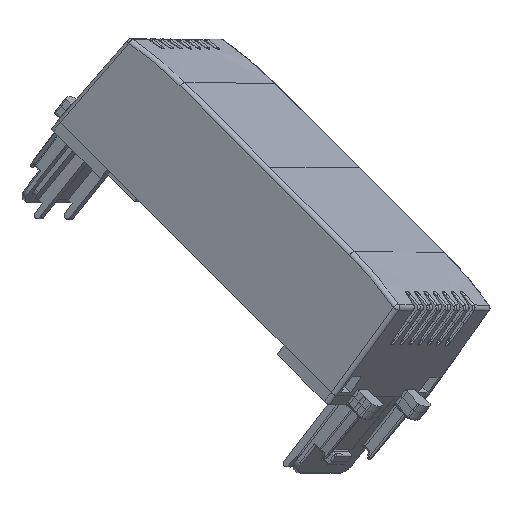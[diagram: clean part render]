
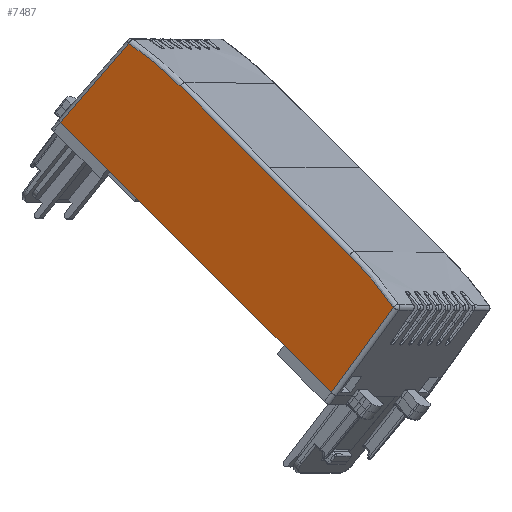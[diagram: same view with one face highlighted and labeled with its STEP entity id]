
A CAD part, isometric view. The second image highlights one B-rep face of the part: STEP entity #7487.
In plain terms, the highlighted face is planar.
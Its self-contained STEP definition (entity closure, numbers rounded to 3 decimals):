
#1635=CARTESIAN_POINT('Line Origine',(-21.662,11.117,7.869)) ;
#1639=CARTESIAN_POINT('Vertex',(-21.433,11.072,13.108)) ;
#1641=CARTESIAN_POINT('Vertex',(-21.95,11.175,1.275)) ;
#7424=CARTESIAN_POINT('Axis2P3D Location',(0.,11.175,1.275)) ;
#7430=CARTESIAN_POINT('Control Point',(-13.734,11.066,13.779)) ;
#7431=CARTESIAN_POINT('Control Point',(-16.313,11.066,13.779)) ;
#7432=CARTESIAN_POINT('Control Point',(-18.893,11.068,13.555)) ;
#7433=CARTESIAN_POINT('Control Point',(-21.433,11.072,13.108)) ;
#7434=CARTESIAN_POINT('Vertex',(-13.734,11.066,13.779)) ;
#7437=CARTESIAN_POINT('Line Origine',(0.,11.066,13.779)) ;
#7441=CARTESIAN_POINT('Vertex',(13.734,11.066,13.779)) ;
#7445=CARTESIAN_POINT('Control Point',(21.433,11.072,13.108)) ;
#7446=CARTESIAN_POINT('Control Point',(18.893,11.068,13.555)) ;
#7447=CARTESIAN_POINT('Control Point',(16.313,11.066,13.779)) ;
#7448=CARTESIAN_POINT('Control Point',(13.734,11.066,13.779)) ;
#7449=CARTESIAN_POINT('Vertex',(21.433,11.072,13.108)) ;
#7453=CARTESIAN_POINT('Control Point',(21.95,11.175,1.275)) ;
#7454=CARTESIAN_POINT('Control Point',(21.433,11.072,13.108)) ;
#7455=CARTESIAN_POINT('Vertex',(21.95,11.175,1.275)) ;
#7458=CARTESIAN_POINT('Line Origine',(0.,11.175,1.275)) ;
#7462=CARTESIAN_POINT('Vertex',(14.303,11.175,1.275)) ;
#7465=CARTESIAN_POINT('Line Origine',(0.,11.175,1.275)) ;
#7469=CARTESIAN_POINT('Vertex',(-14.303,11.175,1.275)) ;
#7472=CARTESIAN_POINT('Line Origine',(0.,11.175,1.275)) ;
#1636=DIRECTION('Vector Direction',(0.044,-0.009,0.999)) ;
#7425=DIRECTION('Axis2P3D Direction',(0.,-1.,-0.009)) ;
#7426=DIRECTION('Axis2P3D XDirection',(-1.,0.,0.)) ;
#7438=DIRECTION('Vector Direction',(-1.,0.,0.)) ;
#7459=DIRECTION('Vector Direction',(-1.,0.,0.)) ;
#7466=DIRECTION('Vector Direction',(-1.,0.,0.)) ;
#7473=DIRECTION('Vector Direction',(-1.,0.,0.)) ;
#7427=AXIS2_PLACEMENT_3D('Plane Axis2P3D',#7424,#7425,#7426) ;
#7478=ORIENTED_EDGE('',*,*,#7436,.F.) ;
#7479=ORIENTED_EDGE('',*,*,#7443,.F.) ;
#7480=ORIENTED_EDGE('',*,*,#7451,.F.) ;
#7481=ORIENTED_EDGE('',*,*,#7457,.F.) ;
#7482=ORIENTED_EDGE('',*,*,#7464,.F.) ;
#7483=ORIENTED_EDGE('',*,*,#7471,.T.) ;
#7484=ORIENTED_EDGE('',*,*,#7476,.F.) ;
#7485=ORIENTED_EDGE('',*,*,#1643,.F.) ;
#1637=VECTOR('Line Direction',#1636,1.) ;
#7439=VECTOR('Line Direction',#7438,1.) ;
#7460=VECTOR('Line Direction',#7459,1.) ;
#7467=VECTOR('Line Direction',#7466,1.) ;
#7474=VECTOR('Line Direction',#7473,1.) ;
#7487=ADVANCED_FACE('PartBody',(#7486),#7428,.F.) ;
#7429=B_SPLINE_CURVE_WITH_KNOTS('',3,(#7430,#7431,#7432,#7433),.UNSPECIFIED.,.F.,.U.,(4,4),(53.808,64.813),.UNSPECIFIED.) ;
#7444=B_SPLINE_CURVE_WITH_KNOTS('',3,(#7445,#7446,#7447,#7448),.UNSPECIFIED.,.F.,.U.,(4,4),(13.797,24.802),.UNSPECIFIED.) ;
#7452=B_SPLINE_CURVE_WITH_KNOTS('',1,(#7453,#7454),.UNSPECIFIED.,.F.,.U.,(2,2),(-6.6,5.245),.UNSPECIFIED.) ;
#1643=EDGE_CURVE('',#1640,#1642,#1638,.F.) ;
#7436=EDGE_CURVE('',#7435,#1640,#7429,.T.) ;
#7443=EDGE_CURVE('',#7442,#7435,#7440,.T.) ;
#7451=EDGE_CURVE('',#7450,#7442,#7444,.T.) ;
#7457=EDGE_CURVE('',#7456,#7450,#7452,.T.) ;
#7464=EDGE_CURVE('',#7463,#7456,#7461,.F.) ;
#7471=EDGE_CURVE('',#7463,#7470,#7468,.T.) ;
#7476=EDGE_CURVE('',#1642,#7470,#7475,.F.) ;
#7477=EDGE_LOOP('',(#7478,#7479,#7480,#7481,#7482,#7483,#7484,#7485)) ;
#7486=FACE_OUTER_BOUND('',#7477,.T.) ;
#1638=LINE('Line',#1635,#1637) ;
#7440=LINE('Line',#7437,#7439) ;
#7461=LINE('Line',#7458,#7460) ;
#7468=LINE('Line',#7465,#7467) ;
#7475=LINE('Line',#7472,#7474) ;
#7428=PLANE('',#7427) ;
#1640=VERTEX_POINT('',#1639) ;
#1642=VERTEX_POINT('',#1641) ;
#7435=VERTEX_POINT('',#7434) ;
#7442=VERTEX_POINT('',#7441) ;
#7450=VERTEX_POINT('',#7449) ;
#7456=VERTEX_POINT('',#7455) ;
#7463=VERTEX_POINT('',#7462) ;
#7470=VERTEX_POINT('',#7469) ;
